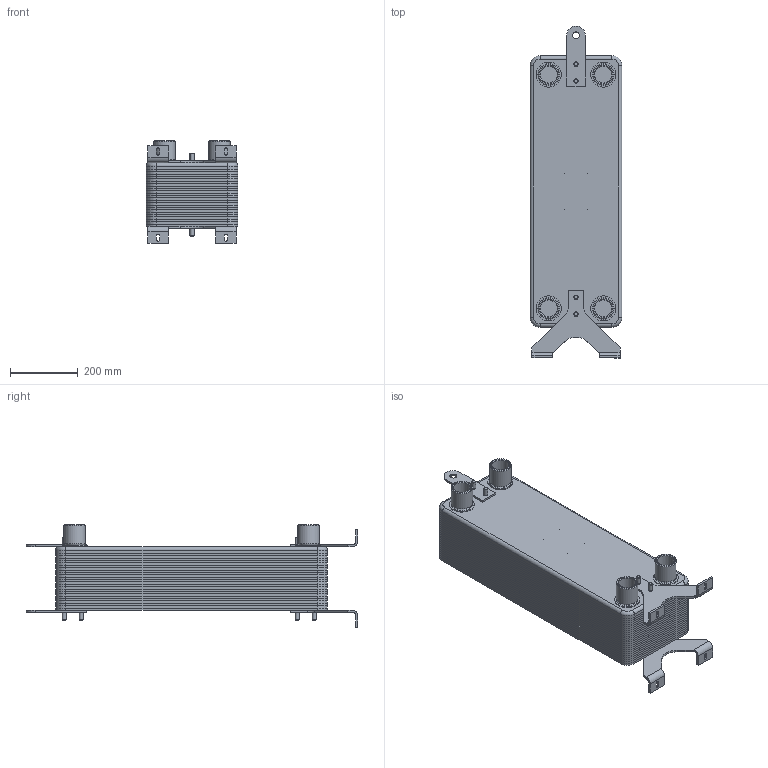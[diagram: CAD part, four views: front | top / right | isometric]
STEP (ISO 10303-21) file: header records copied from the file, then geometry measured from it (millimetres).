
FILE_DESCRIPTION((''),'2;1');
FILE_NAME('PB67.stp','2014-09-03T00:03:01',('Martin'),(''),'Autodesk Inventor 2012','Autodesk Inventor 2012','');
FILE_SCHEMA(('AUTOMOTIVE_DESIGN { 1 0 10303 214 1 1 1 1 }'));
Length unit declared in the file: millimetre
Products named in the file (13): Platte mit Anschlüssen; Grundplatte; Kupferplatte; Kupferplatte_CPY; Kupferplatte_CPY1; Kupferplatte_CPY_CPY; Kupferplatte_CPY_CPY_1; Anschluss G 2 1-2; Füße; Hängel; Gewindebolzen; Typenschild
Assembly tree (42 placements, depth 2):
  Platte mit Anschlüssen
    Grundplatte
    Kupferplatte  x7
    Kupferplatte_CPY  x7
    Kupferplatte_CPY1  x7
    Kupferplatte_CPY_CPY
    Kupferplatte_CPY_CPY
    Kupferplatte_CPY_CPY_1
    Anschluss G 2 1-2  x4
    Füße  x2
    Hängel  x2
    Gewindebolzen  x8
    Typenschild
Bounding box: 271 x 979.5 x 303 mm (x, y, z)
Volume: 41428678.8 mm3; surface area: 11517833.1 mm2
Topology: 42 solids, 50 shells, 666 faces, 1502 edges, 940 vertices
Faces by surface type: plane 344, cylinder 186, cone 120, torus 16
Full cylindrical faces by diameter (mm): 9.853 x8, 12 x28, 13 x8, 20 x2, 50 x4, 64 x4, 74 x4
Entity records: 6559 total; most frequent: DIRECTION 1168, CARTESIAN_POINT 1035, ORIENTED_EDGE 900, EDGE_CURVE 451, AXIS2_PLACEMENT_3D 440, VERTEX_POINT 299, VECTOR 288, LINE 288
